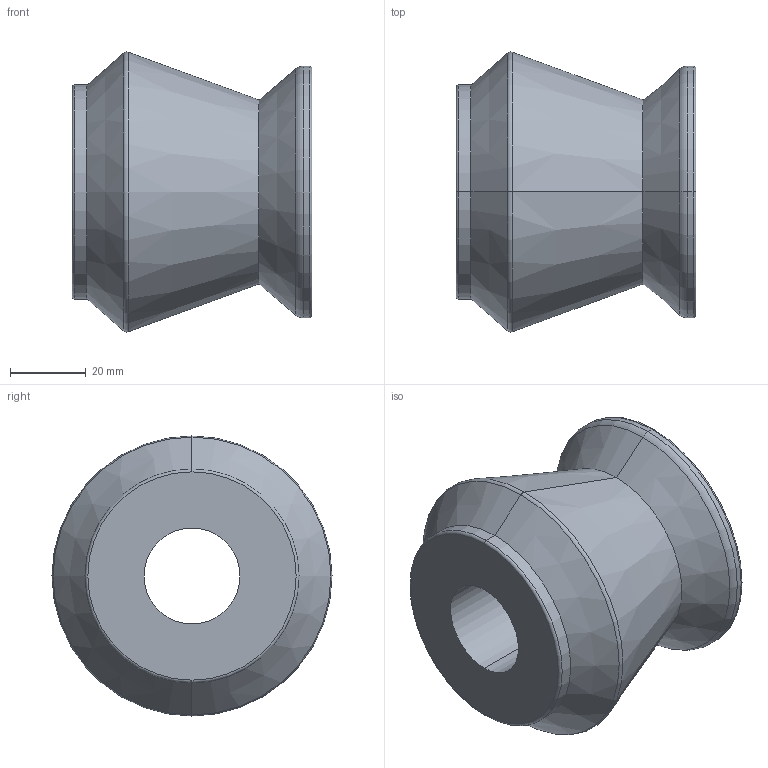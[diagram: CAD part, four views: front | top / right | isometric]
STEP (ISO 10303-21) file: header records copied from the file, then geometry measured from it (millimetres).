
FILE_DESCRIPTION (( 'STEP AP214' ), '1' );
FILE_NAME ('30GAZ-05.step', '2023-03-21T19:54:11', ( '' ), ( '' ), 'SwSTEP 2.0', 'SolidWorks 2019', '' );
FILE_SCHEMA (( 'AUTOMOTIVE_DESIGN' ));
Length unit declared in the file: inch
Products named in the file (1): 30GAZ-05
Bounding box: 63.5 x 74.12 x 74.12 mm (x, y, z)
Volume: 159070.6 mm3; surface area: 23881.6 mm2
Topology: 1 solids, 1 shells, 22 faces, 44 edges, 24 vertices
Faces by surface type: torus 8, cylinder 6, cone 6, plane 2
Entity records: 616 total; most frequent: DIRECTION 122, CARTESIAN_POINT 91, ORIENTED_EDGE 88, AXIS2_PLACEMENT_3D 55, EDGE_CURVE 44, CIRCLE 32, EDGE_LOOP 24, VERTEX_POINT 24
